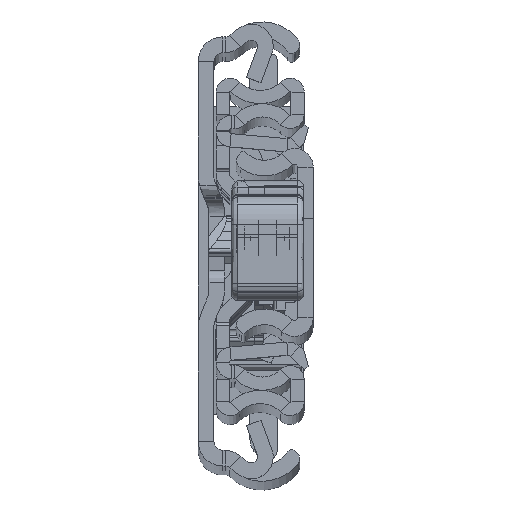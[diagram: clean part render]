
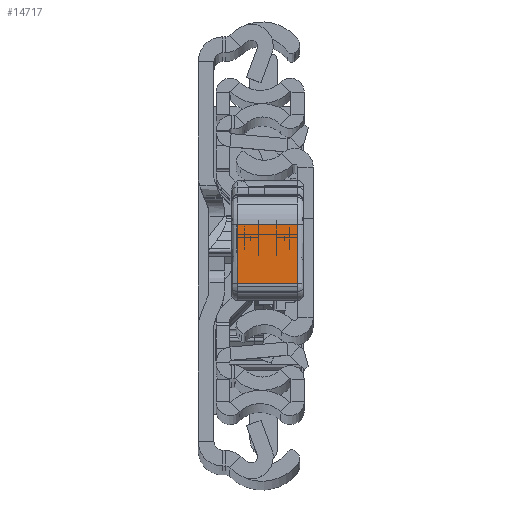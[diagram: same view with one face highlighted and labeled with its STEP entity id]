
A CAD part, top view. The second image highlights one B-rep face of the part: STEP entity #14717.
In plain terms, the highlighted face is planar.
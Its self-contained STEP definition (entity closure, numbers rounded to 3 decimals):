
#335 = DIRECTION ( 'NONE',  ( -0.027, -1., 0. ) ) ;
#695 = VERTEX_POINT ( 'NONE', #17006 ) ;
#700 = ORIENTED_EDGE ( 'NONE', *, *, #15517, .T. ) ;
#1578 = LINE ( 'NONE', #11623, #24258 ) ;
#1948 = CARTESIAN_POINT ( 'NONE',  ( 39.818, -2.465, 11. ) ) ;
#2042 = CARTESIAN_POINT ( 'NONE',  ( 39.55, -12.274, 10. ) ) ;
#6209 = EDGE_CURVE ( 'NONE', #13375, #6513, #23073, .T. ) ;
#6513 = VERTEX_POINT ( 'NONE', #20838 ) ;
#7286 = PLANE ( 'NONE',  #17875 ) ;
#7495 = CARTESIAN_POINT ( 'NONE',  ( 39.818, -2.465, 10. ) ) ;
#7497 = DIRECTION ( 'NONE',  ( -0.027, -1., 0. ) ) ;
#10239 = LINE ( 'NONE', #10906, #22682 ) ;
#10906 = CARTESIAN_POINT ( 'NONE',  ( 39.55, -12.274, 10. ) ) ;
#11623 = CARTESIAN_POINT ( 'NONE',  ( 39.55, -12.274, 0. ) ) ;
#11986 = DIRECTION ( 'NONE',  ( 0., 0., 1. ) ) ;
#12894 = ORIENTED_EDGE ( 'NONE', *, *, #31894, .T. ) ;
#13375 = VERTEX_POINT ( 'NONE', #2042 ) ;
#14717 = ADVANCED_FACE ( 'NONE', ( #15614 ), #7286, .F. ) ;
#15517 = EDGE_CURVE ( 'NONE', #28755, #13375, #10239, .T. ) ;
#15614 = FACE_OUTER_BOUND ( 'NONE', #32480, .T. ) ;
#17006 = CARTESIAN_POINT ( 'NONE',  ( 39.818, -2.465, 0. ) ) ;
#17875 = AXIS2_PLACEMENT_3D ( 'NONE', #20368, #23554, #335 ) ;
#19160 = ORIENTED_EDGE ( 'NONE', *, *, #6209, .T. ) ;
#19862 = VECTOR ( 'NONE', #30513, 1000. ) ;
#19951 = LINE ( 'NONE', #1948, #29996 ) ;
#20368 = CARTESIAN_POINT ( 'NONE',  ( 39.55, -12.274, 11. ) ) ;
#20838 = CARTESIAN_POINT ( 'NONE',  ( 39.55, -12.274, 0. ) ) ;
#22682 = VECTOR ( 'NONE', #7497, 1000. ) ;
#23073 = LINE ( 'NONE', #31017, #19862 ) ;
#23554 = DIRECTION ( 'NONE',  ( -1., 0.027, 0. ) ) ;
#24258 = VECTOR ( 'NONE', #26707, 1000. ) ;
#26707 = DIRECTION ( 'NONE',  ( 0.027, 1., 0. ) ) ;
#27857 = ORIENTED_EDGE ( 'NONE', *, *, #29422, .T. ) ;
#28755 = VERTEX_POINT ( 'NONE', #7495 ) ;
#29422 = EDGE_CURVE ( 'NONE', #695, #28755, #19951, .T. ) ;
#29996 = VECTOR ( 'NONE', #11986, 1000. ) ;
#30513 = DIRECTION ( 'NONE',  ( 0., 0., -1. ) ) ;
#31017 = CARTESIAN_POINT ( 'NONE',  ( 39.55, -12.274, 11. ) ) ;
#31894 = EDGE_CURVE ( 'NONE', #6513, #695, #1578, .T. ) ;
#32480 = EDGE_LOOP ( 'NONE', ( #19160, #12894, #27857, #700 ) ) ;
